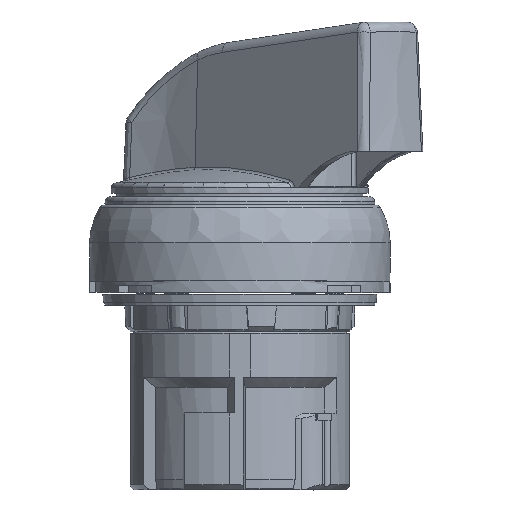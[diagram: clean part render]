
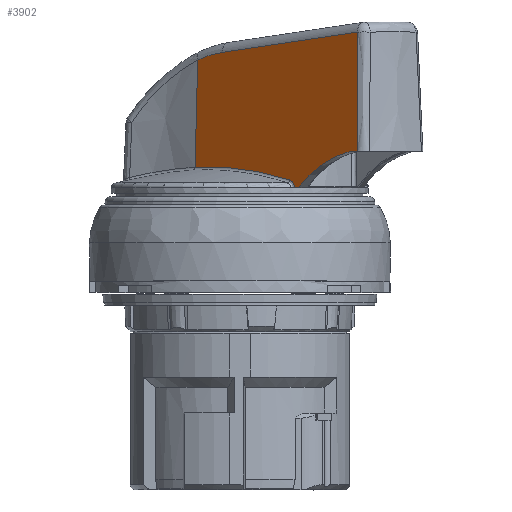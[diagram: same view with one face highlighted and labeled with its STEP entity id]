
A CAD part, top view. The second image highlights one B-rep face of the part: STEP entity #3902.
In plain terms, the highlighted planar face has unit normal (-0.707, 0.035, 0.707).
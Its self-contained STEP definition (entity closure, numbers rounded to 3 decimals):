
#229=ELLIPSE('',#12746,15.509,15.5);
#901=B_SPLINE_CURVE_WITH_KNOTS('',3,(#25410,#25411,#25412,#25413),
 .UNSPECIFIED.,.F.,.F.,(4,4),(0.,1.),.UNSPECIFIED.);
#911=B_SPLINE_CURVE_WITH_KNOTS('',3,(#25525,#25526,#25527,#25528,#25529,
#25530,#25531,#25532,#25533,#25534,#25535,#25536,#25537),.UNSPECIFIED.,
 .F.,.F.,(4,3,3,3,4),(0.,0.272,0.545,0.802,
1.),.UNSPECIFIED.);
#917=B_SPLINE_CURVE_WITH_KNOTS('',3,(#25616,#25617,#25618,#25619,#25620,
#25621,#25622),.UNSPECIFIED.,.F.,.F.,(4,3,4),(0.,0.937,1.),
 .UNSPECIFIED.);
#934=B_SPLINE_CURVE_WITH_KNOTS('',3,(#26122,#26123,#26124,#26125),
 .UNSPECIFIED.,.F.,.F.,(4,4),(0.,1.),.UNSPECIFIED.);
#936=B_SPLINE_CURVE_WITH_KNOTS('',3,(#26200,#26201,#26202,#26203,#26204,
#26205,#26206,#26207,#26208,#26209),.UNSPECIFIED.,.F.,.F.,(4,3,3,4),(0.,
0.473,0.922,1.),.UNSPECIFIED.);
#1592=FACE_OUTER_BOUND('',#4665,.T.);
#2212=LINE('',#24500,#2863);
#2215=LINE('',#24649,#2866);
#2232=LINE('',#25571,#2883);
#2241=LINE('',#26120,#2892);
#2863=VECTOR('',#15545,1.);
#2866=VECTOR('',#15572,1.);
#2883=VECTOR('',#15715,1.);
#2892=VECTOR('',#15796,1.);
#3218=PLANE('',#12873);
#3902=ADVANCED_FACE('',(#1592),#3218,.T.);
#4665=EDGE_LOOP('',(#7852,#7853,#7854,#7855,#7856,#7857,#7858,#7859,#7860,
#7861,#7862));
#7852=ORIENTED_EDGE('',*,*,#11074,.F.);
#7853=ORIENTED_EDGE('',*,*,#11154,.T.);
#7854=ORIENTED_EDGE('',*,*,#11153,.F.);
#7855=ORIENTED_EDGE('',*,*,#11105,.T.);
#7856=ORIENTED_EDGE('',*,*,#10974,.T.);
#7857=ORIENTED_EDGE('',*,*,#10930,.T.);
#7858=ORIENTED_EDGE('',*,*,#10953,.T.);
#7859=ORIENTED_EDGE('',*,*,#11139,.T.);
#7860=ORIENTED_EDGE('',*,*,#11094,.T.);
#7861=ORIENTED_EDGE('',*,*,#11100,.T.);
#7862=ORIENTED_EDGE('',*,*,#11159,.T.);
#9080=VERTEX_POINT('',#24015);
#9115=VERTEX_POINT('',#24319);
#9116=VERTEX_POINT('',#24321);
#9129=VERTEX_POINT('',#24499);
#9206=VERTEX_POINT('',#25396);
#9208=VERTEX_POINT('',#25409);
#9212=VERTEX_POINT('',#25524);
#9213=VERTEX_POINT('',#25538);
#9216=VERTEX_POINT('',#25570);
#9218=VERTEX_POINT('',#25601);
#9244=VERTEX_POINT('',#26119);
#10930=EDGE_CURVE('',#9116,#9115,#229,.T.);
#10953=EDGE_CURVE('',#9115,#9129,#2212,.T.);
#10974=EDGE_CURVE('',#9080,#9116,#2215,.T.);
#11074=EDGE_CURVE('',#9208,#9206,#901,.T.);
#11094=EDGE_CURVE('',#9213,#9212,#911,.T.);
#11100=EDGE_CURVE('',#9212,#9216,#2232,.T.);
#11105=EDGE_CURVE('',#9218,#9080,#917,.T.);
#11139=EDGE_CURVE('',#9129,#9213,#11683,.T.);
#11153=EDGE_CURVE('',#9218,#9244,#2241,.T.);
#11154=EDGE_CURVE('',#9208,#9244,#934,.T.);
#11159=EDGE_CURVE('',#9216,#9206,#936,.T.);
#11683=CIRCLE('',#12858,50.3);
#12746=AXIS2_PLACEMENT_3D('',#24320,#15523,#15524);
#12858=AXIS2_PLACEMENT_3D('',#25933,#15770,#15771);
#12873=AXIS2_PLACEMENT_3D('',#26222,#15807,#15808);
#15523=DIRECTION('',(-0.707,0.035,0.707));
#15524=DIRECTION('',(-0.025,-0.999,0.025));
#15545=DIRECTION('',(-0.025,-0.999,0.025));
#15572=DIRECTION('',(-0.706,-0.105,-0.701));
#15715=DIRECTION('',(0.707,0.,0.707));
#15770=DIRECTION('',(0.707,-0.035,-0.707));
#15771=DIRECTION('',(-0.025,-0.999,0.025));
#15796=DIRECTION('',(-0.707,0.,-0.707));
#15807=DIRECTION('',(-0.707,0.035,0.707));
#15808=DIRECTION('',(-0.025,-0.999,0.025));
#24015=CARTESIAN_POINT('',(11.51,41.225,17.083));
#24319=CARTESIAN_POINT('',(-4.126,38.517,1.58));
#24320=CARTESIAN_POINT('',(-0.935,23.854,5.495));
#24321=CARTESIAN_POINT('',(-1.7,39.269,3.969));
#24499=CARTESIAN_POINT('',(-4.385,28.039,1.839));
#24500=CARTESIAN_POINT('',(-4.474,24.433,1.928));
#24649=CARTESIAN_POINT('',(5.884,40.392,11.498));
#25396=CARTESIAN_POINT('',(5.757,26.072,12.078));
#25409=CARTESIAN_POINT('',(10.675,29.527,16.825));
#25410=CARTESIAN_POINT('',(10.675,29.527,16.825));
#25411=CARTESIAN_POINT('',(8.84,29.103,15.012));
#25412=CARTESIAN_POINT('',(7.13,27.884,13.361));
#25413=CARTESIAN_POINT('',(5.757,26.072,12.078));
#25524=CARTESIAN_POINT('',(5.313,26.011,11.637));
#25525=CARTESIAN_POINT('',(4.877,26.777,11.163));
#25526=CARTESIAN_POINT('',(4.943,26.755,11.23));
#25527=CARTESIAN_POINT('',(5.008,26.717,11.297));
#25528=CARTESIAN_POINT('',(5.065,26.665,11.357));
#25529=CARTESIAN_POINT('',(5.122,26.613,11.416));
#25530=CARTESIAN_POINT('',(5.174,26.546,11.471));
#25531=CARTESIAN_POINT('',(5.214,26.468,11.515));
#25532=CARTESIAN_POINT('',(5.251,26.395,11.556));
#25533=CARTESIAN_POINT('',(5.28,26.311,11.589));
#25534=CARTESIAN_POINT('',(5.296,26.223,11.61));
#25535=CARTESIAN_POINT('',(5.309,26.155,11.626));
#25536=CARTESIAN_POINT('',(5.315,26.083,11.635));
#25537=CARTESIAN_POINT('',(5.313,26.011,11.637));
#25538=CARTESIAN_POINT('',(4.877,26.777,11.163));
#25570=CARTESIAN_POINT('',(5.647,26.011,11.971));
#25571=CARTESIAN_POINT('',(6.659,26.011,12.983));
#25601=CARTESIAN_POINT('',(11.45,29.568,17.599));
#25616=CARTESIAN_POINT('',(11.45,29.568,17.599));
#25617=CARTESIAN_POINT('',(11.47,33.209,17.438));
#25618=CARTESIAN_POINT('',(11.489,36.85,17.277));
#25619=CARTESIAN_POINT('',(11.506,40.492,17.115));
#25620=CARTESIAN_POINT('',(11.508,40.736,17.104));
#25621=CARTESIAN_POINT('',(11.509,40.981,17.093));
#25622=CARTESIAN_POINT('',(11.51,41.225,17.083));
#25933=CARTESIAN_POINT('',(-4.352,-22.198,4.352));
#26119=CARTESIAN_POINT('',(11.031,29.568,17.179));
#26120=CARTESIAN_POINT('',(6.747,29.568,12.895));
#26122=CARTESIAN_POINT('',(10.675,29.527,16.825));
#26123=CARTESIAN_POINT('',(10.793,29.554,16.942));
#26124=CARTESIAN_POINT('',(10.912,29.568,17.06));
#26125=CARTESIAN_POINT('',(11.031,29.568,17.179));
#26200=CARTESIAN_POINT('',(5.647,26.011,11.971));
#26201=CARTESIAN_POINT('',(5.666,26.011,11.99));
#26202=CARTESIAN_POINT('',(5.685,26.016,12.009));
#26203=CARTESIAN_POINT('',(5.703,26.025,12.026));
#26204=CARTESIAN_POINT('',(5.72,26.034,12.042));
#26205=CARTESIAN_POINT('',(5.736,26.047,12.058));
#26206=CARTESIAN_POINT('',(5.75,26.063,12.071));
#26207=CARTESIAN_POINT('',(5.752,26.066,12.073));
#26208=CARTESIAN_POINT('',(5.755,26.069,12.076));
#26209=CARTESIAN_POINT('',(5.757,26.072,12.078));
#26222=CARTESIAN_POINT('',(6.639,25.2,13.003));
